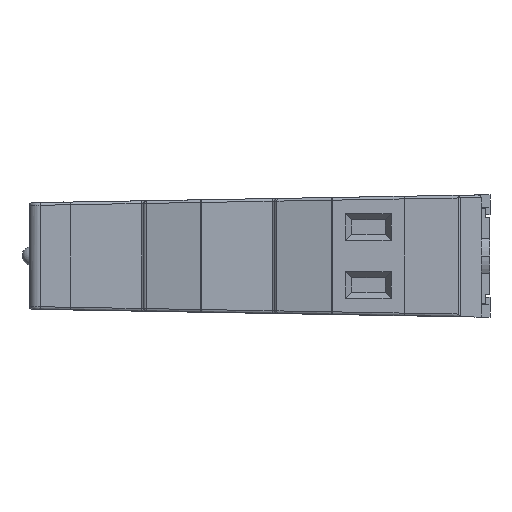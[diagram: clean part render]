
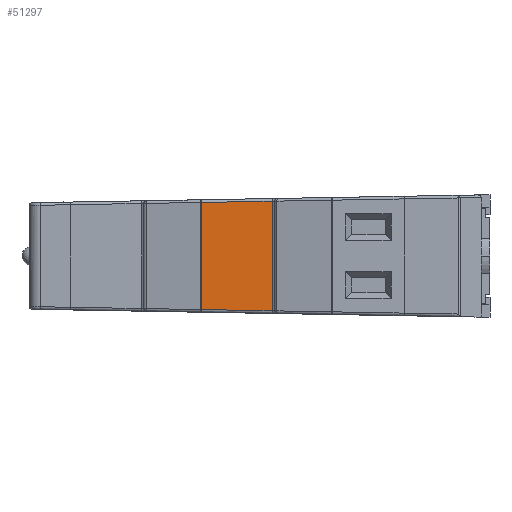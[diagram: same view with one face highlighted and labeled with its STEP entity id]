
A CAD part, left-side view. The second image highlights one B-rep face of the part: STEP entity #51297.
In plain terms, the highlighted planar face has unit normal (-1, 0, 0).
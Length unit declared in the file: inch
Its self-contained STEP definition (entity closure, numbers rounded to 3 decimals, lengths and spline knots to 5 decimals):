
#442 = LINE ( 'NONE', #28256, #20507 ) ;
#6103 = CARTESIAN_POINT ( 'NONE',  ( -1.32, 1.61369, -0.29933 ) ) ;
#6514 = ORIENTED_EDGE ( 'NONE', *, *, #38176, .T. ) ;
#7765 = EDGE_CURVE ( 'NONE', #21802, #15836, #23730, .T. ) ;
#13347 = CARTESIAN_POINT ( 'NONE',  ( -1.32, 1.61369, 0.29933 ) ) ;
#15089 = EDGE_LOOP ( 'NONE', ( #20056, #31517, #6514, #46693 ) ) ;
#15836 = VERTEX_POINT ( 'NONE', #36415 ) ;
#16730 = LINE ( 'NONE', #32881, #38032 ) ;
#20056 = ORIENTED_EDGE ( 'NONE', *, *, #7765, .T. ) ;
#20507 = VECTOR ( 'NONE', #32274, 39.37008 ) ;
#20636 = AXIS2_PLACEMENT_3D ( 'NONE', #23510, #51572, #27525 ) ;
#21802 = VERTEX_POINT ( 'NONE', #6103 ) ;
#22480 = VECTOR ( 'NONE', #36827, 39.37008 ) ;
#23510 = CARTESIAN_POINT ( 'NONE',  ( -1.32, 2.10421, -1.2875 ) ) ;
#23730 = LINE ( 'NONE', #49130, #22480 ) ;
#26904 = CARTESIAN_POINT ( 'NONE',  ( -1.32, 1.218, 0.3215 ) ) ;
#27344 = PLANE ( 'NONE',  #20636 ) ;
#27525 = DIRECTION ( 'NONE',  ( 0., 0., -1. ) ) ;
#28256 = CARTESIAN_POINT ( 'NONE',  ( -1.32, 2.13175, 0.29029 ) ) ;
#29523 = VECTOR ( 'NONE', #50941, 39.37008 ) ;
#30743 = LINE ( 'NONE', #26904, #29523 ) ;
#31517 = ORIENTED_EDGE ( 'NONE', *, *, #41483, .T. ) ;
#31996 = CARTESIAN_POINT ( 'NONE',  ( -1.32, 1.218, 0.30624 ) ) ;
#32274 = DIRECTION ( 'NONE',  ( 0., 1., -0.017 ) ) ;
#32881 = CARTESIAN_POINT ( 'NONE',  ( -1.32, 1.61369, -0.31431 ) ) ;
#33719 = VERTEX_POINT ( 'NONE', #31996 ) ;
#36415 = CARTESIAN_POINT ( 'NONE',  ( -1.32, 1.218, -0.30624 ) ) ;
#36827 = DIRECTION ( 'NONE',  ( 0., -1., -0.017 ) ) ;
#38032 = VECTOR ( 'NONE', #40587, 39.37008 ) ;
#38176 = EDGE_CURVE ( 'NONE', #33719, #40842, #442, .T. ) ;
#40587 = DIRECTION ( 'NONE',  ( 0., 0., -1. ) ) ;
#40842 = VERTEX_POINT ( 'NONE', #13347 ) ;
#41483 = EDGE_CURVE ( 'NONE', #15836, #33719, #30743, .T. ) ;
#42949 = EDGE_CURVE ( 'NONE', #40842, #21802, #16730, .T. ) ;
#46693 = ORIENTED_EDGE ( 'NONE', *, *, #42949, .T. ) ;
#48509 = FACE_OUTER_BOUND ( 'NONE', #15089, .T. ) ;
#49130 = CARTESIAN_POINT ( 'NONE',  ( -1.32, 2.08682, -0.29107 ) ) ;
#50941 = DIRECTION ( 'NONE',  ( 0., 0., 1. ) ) ;
#51297 = ADVANCED_FACE ( 'NONE', ( #48509 ), #27344, .F. ) ;
#51572 = DIRECTION ( 'NONE',  ( 1., 0., 0. ) ) ;
